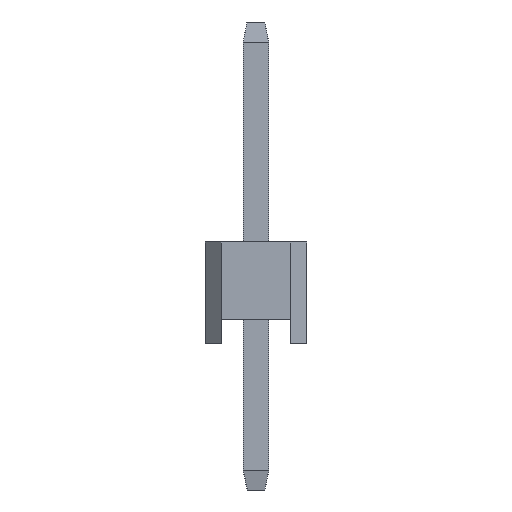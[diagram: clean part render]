
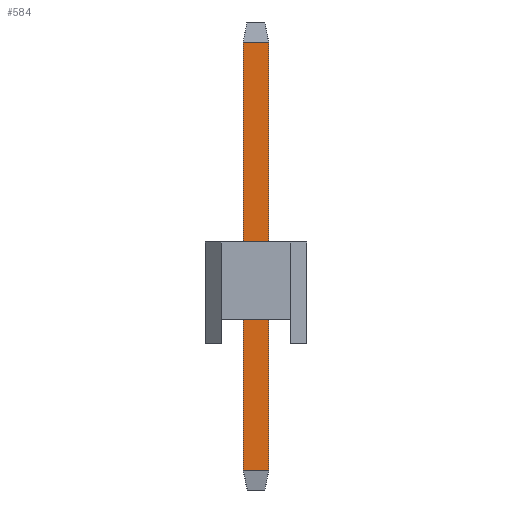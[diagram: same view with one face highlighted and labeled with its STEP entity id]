
A CAD part, left-side view. The second image highlights one B-rep face of the part: STEP entity #584.
In plain terms, the highlighted planar face has unit normal (-1, 0, 0).
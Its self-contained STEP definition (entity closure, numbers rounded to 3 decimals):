
#150=ORIENTED_EDGE('',*,*,#250,.F.);
#151=ORIENTED_EDGE('',*,*,#251,.T.);
#152=ORIENTED_EDGE('',*,*,#252,.T.);
#153=ORIENTED_EDGE('',*,*,#253,.T.);
#250=EDGE_CURVE('',#306,#307,#366,.T.);
#251=EDGE_CURVE('',#306,#308,#367,.T.);
#252=EDGE_CURVE('',#308,#309,#368,.T.);
#253=EDGE_CURVE('',#309,#307,#369,.T.);
#306=VERTEX_POINT('',#921);
#307=VERTEX_POINT('',#922);
#308=VERTEX_POINT('',#924);
#309=VERTEX_POINT('',#926);
#366=LINE('',#920,#438);
#367=LINE('',#923,#439);
#368=LINE('',#925,#440);
#369=LINE('',#927,#441);
#438=VECTOR('',#755,1000.);
#439=VECTOR('',#756,1000.);
#440=VECTOR('',#757,1000.);
#441=VECTOR('',#758,1000.);
#486=EDGE_LOOP('',(#150,#151,#152,#153));
#520=FACE_BOUND('',#486,.T.);
#552=PLANE('',#646);
#584=ADVANCED_FACE('',(#520),#552,.F.);
#646=AXIS2_PLACEMENT_3D('',#919,#753,#754);
#753=DIRECTION('',(1.,0.,0.));
#754=DIRECTION('',(0.,0.,-1.));
#755=DIRECTION('',(0.,0.,-1.));
#756=DIRECTION('',(0.,1.,0.));
#757=DIRECTION('',(0.,0.,-1.));
#758=DIRECTION('',(0.,-1.,0.));
#919=CARTESIAN_POINT('',(-0.32,0.32,11.7));
#920=CARTESIAN_POINT('',(-0.32,-0.32,11.7));
#921=CARTESIAN_POINT('',(-0.32,-0.32,11.2));
#922=CARTESIAN_POINT('',(-0.32,-0.32,0.5));
#923=CARTESIAN_POINT('',(-0.32,0.32,11.2));
#924=CARTESIAN_POINT('',(-0.32,0.32,11.2));
#925=CARTESIAN_POINT('',(-0.32,0.32,11.7));
#926=CARTESIAN_POINT('',(-0.32,0.32,0.5));
#927=CARTESIAN_POINT('',(-0.32,0.32,0.5));
